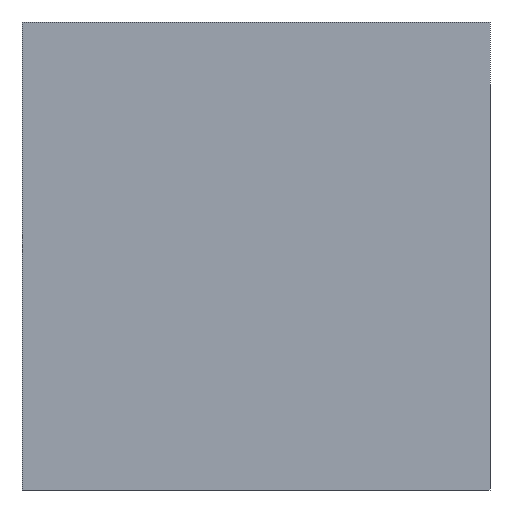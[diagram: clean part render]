
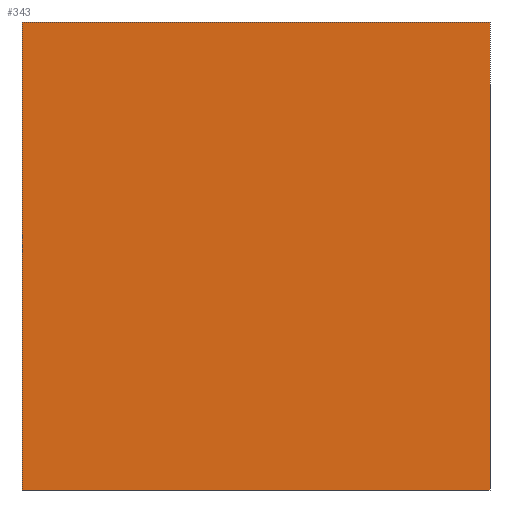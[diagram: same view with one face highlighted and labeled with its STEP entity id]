
A CAD part, left-side view. The second image highlights one B-rep face of the part: STEP entity #343.
In plain terms, the highlighted planar face has unit normal (-1, 0, 0).
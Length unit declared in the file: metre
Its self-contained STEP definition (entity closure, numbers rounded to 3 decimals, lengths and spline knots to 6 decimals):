
#52=ORIENTED_EDGE('',*,*,#144,.T.);
#53=ORIENTED_EDGE('',*,*,#128,.F.);
#54=ORIENTED_EDGE('',*,*,#145,.F.);
#55=ORIENTED_EDGE('',*,*,#140,.T.);
#128=EDGE_CURVE('',#174,#175,#208,.T.);
#140=EDGE_CURVE('',#186,#185,#220,.T.);
#144=EDGE_CURVE('',#185,#175,#224,.T.);
#145=EDGE_CURVE('',#186,#174,#225,.T.);
#174=VERTEX_POINT('',#515);
#175=VERTEX_POINT('',#517);
#185=VERTEX_POINT('',#540);
#186=VERTEX_POINT('',#542);
#208=LINE('',#516,#256);
#220=LINE('',#541,#268);
#224=LINE('',#548,#272);
#225=LINE('',#549,#273);
#256=VECTOR('',#415,1.);
#268=VECTOR('',#431,1.);
#272=VECTOR('',#437,1.);
#273=VECTOR('',#438,1.);
#289=EDGE_LOOP('',(#52,#53,#54,#55));
#307=FACE_BOUND('',#289,.T.);
#325=PLANE('',#374);
#343=ADVANCED_FACE('',(#307),#325,.F.);
#374=AXIS2_PLACEMENT_3D('',#547,#435,#436);
#415=DIRECTION('',(0.,0.,-1.));
#431=DIRECTION('',(0.,0.,-1.));
#435=DIRECTION('',(1.,0.,0.));
#436=DIRECTION('',(0.,1.,0.));
#437=DIRECTION('',(0.,-1.,0.));
#438=DIRECTION('',(0.,-1.,0.));
#515=CARTESIAN_POINT('',(0.085,-0.015,0.03));
#516=CARTESIAN_POINT('',(0.085,-0.015,0.03));
#517=CARTESIAN_POINT('',(0.085,-0.015,0.));
#540=CARTESIAN_POINT('',(0.085,0.015,0.));
#541=CARTESIAN_POINT('',(0.085,0.015,0.03));
#542=CARTESIAN_POINT('',(0.085,0.015,0.03));
#547=CARTESIAN_POINT('',(0.085,0.,0.03));
#548=CARTESIAN_POINT('',(0.085,0.,0.));
#549=CARTESIAN_POINT('',(0.085,0.,0.03));
